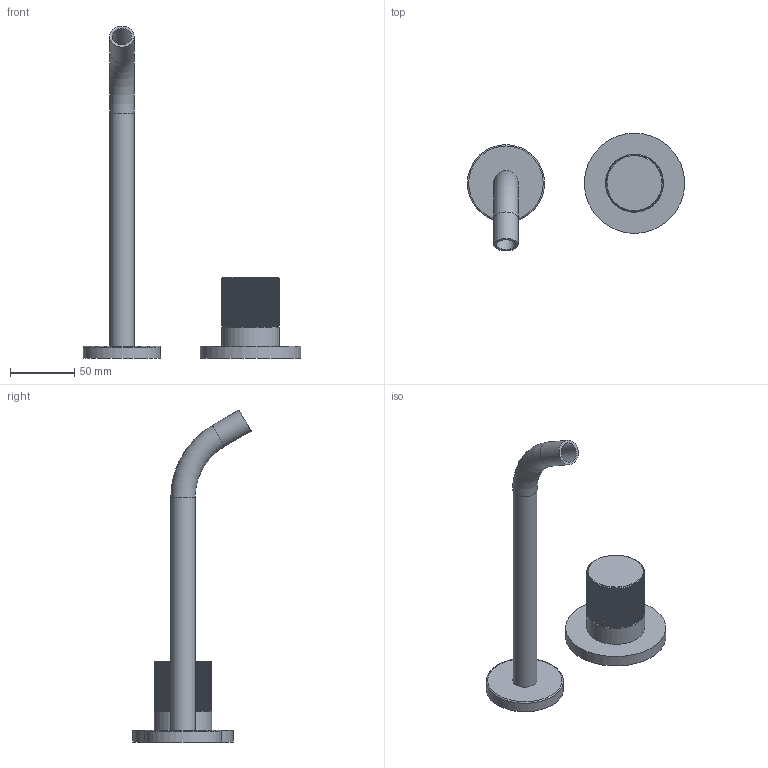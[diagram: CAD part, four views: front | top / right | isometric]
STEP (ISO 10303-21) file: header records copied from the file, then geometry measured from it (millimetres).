
FILE_DESCRIPTION (( 'STEP AP203' ), '1' );
FILE_NAME ('36861664-00.STEP', '2019-09-17T04:36:23', ( '' ), ( '' ), 'SwSTEP 2.0', 'SolidWorks 2017', '' );
FILE_SCHEMA (( 'CONFIG_CONTROL_DESIGN' ));
Length unit declared in the file: millimetre
Products named in the file (7): Planungsmodell_Rohr-+-09.28.22.323-01_K2; 36861664-00; Planungsmodell_Rohr_gerade-+-28.568.780-10_ _K205_60x9; Planungsmodell_Griff-+-09.20.66.010.90-01_K4_092066010; Planungsmodell_Rohr_gerade-+-28.568.780-10_ _K101_38x25; Planungsmodell_Rohr_gerade-+-28.568.780-10_ _K355_45x15; Planungsmodell_Rohr_gerade-+-28.568.780-10_ _K85_78x9
Assembly tree (6 placements, depth 2):
  36861664-00
    Planungsmodell_Rohr_gerade-+-28.568.780-10_ _K205_60x9
    Planungsmodell_Griff-+-09.20.66.010.90-01_K4_092066010
    Planungsmodell_Rohr_gerade-+-28.568.780-10_ _K101_38x25
    Planungsmodell_Rohr_gerade-+-28.568.780-10_ _K355_45x15
    Planungsmodell_Rohr_gerade-+-28.568.780-10_ _K85_78x9
    Planungsmodell_Rohr-+-09.28.22.323-01_K2
Bounding box: 169 x 92 x 258.3 mm (x, y, z)
Volume: 208342.5 mm3; surface area: 67665.6 mm2
Topology: 6 solids, 6 shells, 1557 faces, 3269 edges, 1724 vertices
Faces by surface type: bspline 510, cylinder 348, sphere 341, plane 181, torus 175, cone 2
Full cylindrical faces by diameter (mm): 15 x2, 19 x2, 38 x1, 45 x1, 60 x1, 78 x1
Entity records: 51124 total; most frequent: CARTESIAN_POINT 20563, ORIENTED_EDGE 6502, DIRECTION 6064, EDGE_CURVE 3251, AXIS2_PLACEMENT_3D 2777, VERTEX_POINT 1721, CIRCLE 1721, EDGE_LOOP 1574
